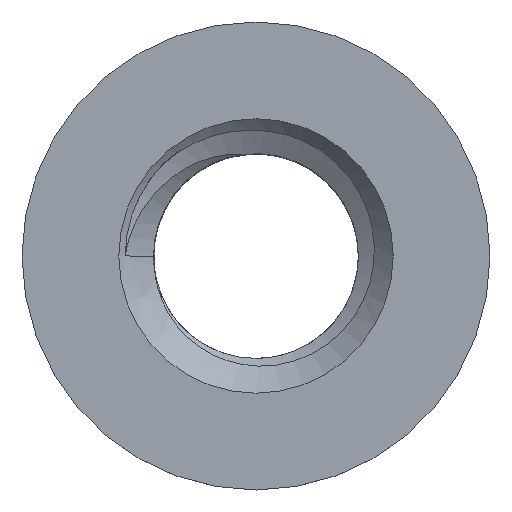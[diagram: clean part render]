
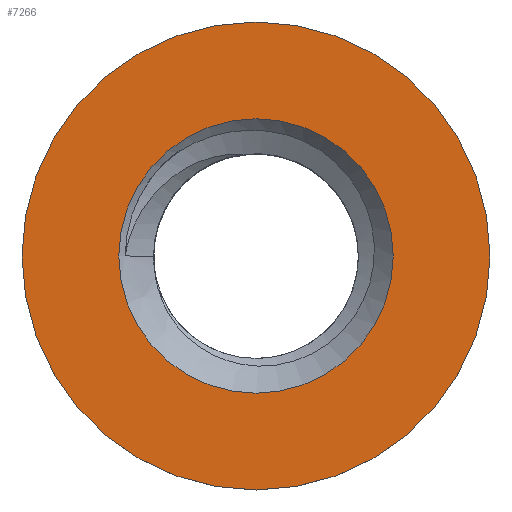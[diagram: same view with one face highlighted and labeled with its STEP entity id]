
A CAD part, top view. The second image highlights one B-rep face of the part: STEP entity #7266.
In plain terms, the highlighted planar face has unit normal (0, 0, 1).
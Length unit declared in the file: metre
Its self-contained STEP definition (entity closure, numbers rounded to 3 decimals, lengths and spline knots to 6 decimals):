
#105=CIRCLE('',#7793,0.00105);
#107=CIRCLE('',#7796,0.00179);
#191=PLANE('',#7813);
#2171=ORIENTED_EDGE('',*,*,#4103,.T.);
#2172=ORIENTED_EDGE('',*,*,#4101,.F.);
#4101=EDGE_CURVE('',#4879,#4879,#105,.T.);
#4103=EDGE_CURVE('',#4881,#4881,#107,.T.);
#4879=VERTEX_POINT('',#16535);
#4881=VERTEX_POINT('',#16540);
#5347=EDGE_LOOP('',(#2171));
#5348=EDGE_LOOP('',(#2172));
#6023=FACE_BOUND('',#5347,.T.);
#6024=FACE_BOUND('',#5348,.T.);
#7266=ADVANCED_FACE('',(#6023,#6024),#191,.T.);
#7793=AXIS2_PLACEMENT_3D('',#16534,#8153,#8154);
#7796=AXIS2_PLACEMENT_3D('',#16539,#8159,#8160);
#7813=AXIS2_PLACEMENT_3D('',#16608,#8229,#8230);
#8153=DIRECTION('',(0.,0.,1.));
#8154=DIRECTION('',(-1.,0.,0.));
#8159=DIRECTION('',(0.,0.,1.));
#8160=DIRECTION('',(-1.,0.,0.));
#8229=DIRECTION('',(0.,0.,1.));
#8230=DIRECTION('',(-1.,0.,0.));
#16534=CARTESIAN_POINT('',(0.,0.,0.));
#16535=CARTESIAN_POINT('',(-0.00105,0.,0.));
#16539=CARTESIAN_POINT('',(0.,0.,0.));
#16540=CARTESIAN_POINT('',(-0.00179,0.,0.));
#16608=CARTESIAN_POINT('',(-0.00179,0.,0.));
